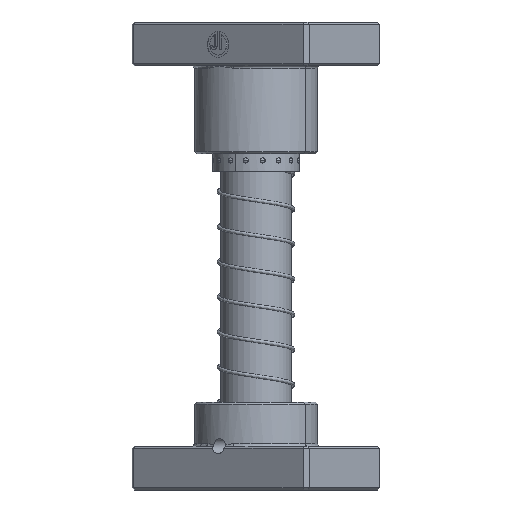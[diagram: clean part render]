
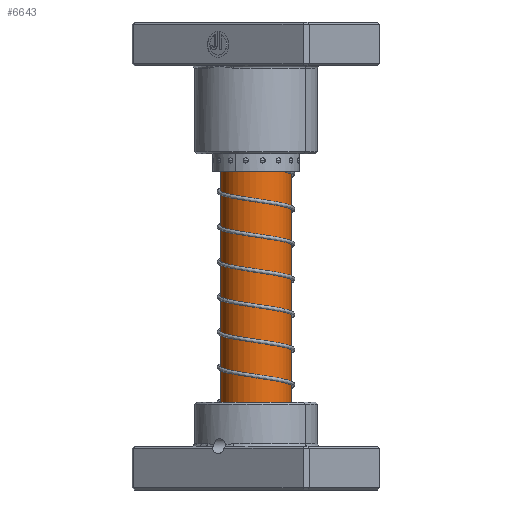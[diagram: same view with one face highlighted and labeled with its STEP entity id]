
A CAD part, front view. The second image highlights one B-rep face of the part: STEP entity #6643.
In plain terms, the highlighted cylindrical face has radius 16 mm (diameter 32 mm), a partial arc.
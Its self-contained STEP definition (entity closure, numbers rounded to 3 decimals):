
#1375 = ORIENTED_EDGE ( 'NONE', *, *, #38464, .T. ) ;
#1994 = CYLINDRICAL_SURFACE ( 'NONE', #40320, 16. ) ;
#2154 = DIRECTION ( 'NONE',  ( -1., 0., 0. ) ) ;
#2362 = EDGE_CURVE ( 'NONE', #7915, #33812, #14479, .T. ) ;
#3257 = AXIS2_PLACEMENT_3D ( 'NONE', #29888, #10078, #33220 ) ;
#5597 = VECTOR ( 'NONE', #19232, 1000. ) ;
#6643 = ADVANCED_FACE ( 'NONE', ( #19789 ), #1994, .T. ) ;
#7915 = VERTEX_POINT ( 'NONE', #16597 ) ;
#9878 = CIRCLE ( 'NONE', #3257, 16. ) ;
#10078 = DIRECTION ( 'NONE',  ( 0., 0., -1. ) ) ;
#11049 = ORIENTED_EDGE ( 'NONE', *, *, #37608, .F. ) ;
#14085 = EDGE_CURVE ( 'NONE', #41455, #33812, #38912, .T. ) ;
#14479 = LINE ( 'NONE', #19821, #5597 ) ;
#14905 = CARTESIAN_POINT ( 'NONE',  ( 16., 0., 180. ) ) ;
#16597 = CARTESIAN_POINT ( 'NONE',  ( -16., 0., 177. ) ) ;
#17717 = DIRECTION ( 'NONE',  ( 0., 0., -1. ) ) ;
#19232 = DIRECTION ( 'NONE',  ( 0., 0., -1. ) ) ;
#19660 = VERTEX_POINT ( 'NONE', #35036 ) ;
#19789 = FACE_OUTER_BOUND ( 'NONE', #24091, .T. ) ;
#19821 = CARTESIAN_POINT ( 'NONE',  ( -16., 0., 180. ) ) ;
#20894 = ORIENTED_EDGE ( 'NONE', *, *, #14085, .F. ) ;
#23936 = ORIENTED_EDGE ( 'NONE', *, *, #2362, .T. ) ;
#24091 = EDGE_LOOP ( 'NONE', ( #11049, #1375, #23936, #20894 ) ) ;
#27910 = AXIS2_PLACEMENT_3D ( 'NONE', #37430, #17717, #40701 ) ;
#29888 = CARTESIAN_POINT ( 'NONE',  ( 0., 0., 177. ) ) ;
#31628 = VECTOR ( 'NONE', #38002, 1000. ) ;
#33220 = DIRECTION ( 'NONE',  ( 1., 0., 0. ) ) ;
#33812 = VERTEX_POINT ( 'NONE', #41948 ) ;
#35036 = CARTESIAN_POINT ( 'NONE',  ( 16., 0., 177. ) ) ;
#35616 = DIRECTION ( 'NONE',  ( 0., 0., -1. ) ) ;
#37430 = CARTESIAN_POINT ( 'NONE',  ( 0., 0., 24.25 ) ) ;
#37608 = EDGE_CURVE ( 'NONE', #19660, #41455, #40336, .T. ) ;
#38002 = DIRECTION ( 'NONE',  ( 0., 0., -1. ) ) ;
#38464 = EDGE_CURVE ( 'NONE', #19660, #7915, #9878, .T. ) ;
#38912 = CIRCLE ( 'NONE', #27910, 16. ) ;
#38930 = CARTESIAN_POINT ( 'NONE',  ( 0., 0., 180. ) ) ;
#39911 = CARTESIAN_POINT ( 'NONE',  ( 16., 0., 24.25 ) ) ;
#40320 = AXIS2_PLACEMENT_3D ( 'NONE', #38930, #35616, #2154 ) ;
#40336 = LINE ( 'NONE', #14905, #31628 ) ;
#40701 = DIRECTION ( 'NONE',  ( -1., 0., 0. ) ) ;
#41455 = VERTEX_POINT ( 'NONE', #39911 ) ;
#41948 = CARTESIAN_POINT ( 'NONE',  ( -16., 0., 24.25 ) ) ;
